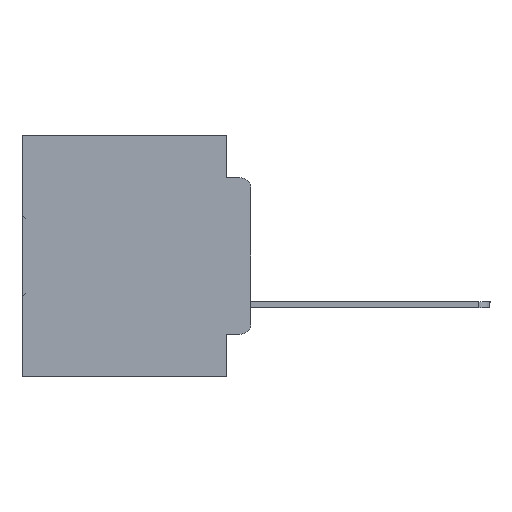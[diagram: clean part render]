
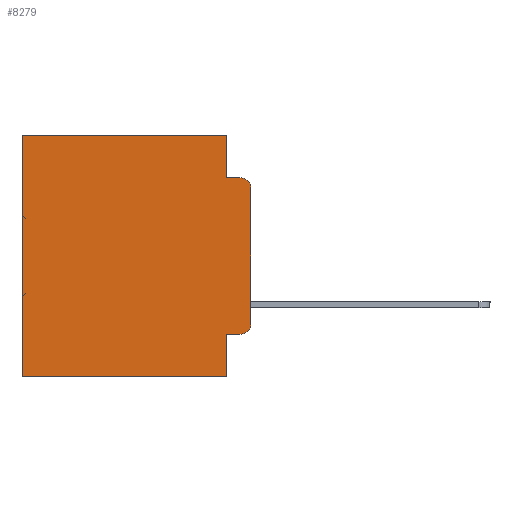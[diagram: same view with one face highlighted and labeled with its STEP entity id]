
A CAD part, left-side view. The second image highlights one B-rep face of the part: STEP entity #8279.
In plain terms, the highlighted planar face has unit normal (-1, 0, 0).
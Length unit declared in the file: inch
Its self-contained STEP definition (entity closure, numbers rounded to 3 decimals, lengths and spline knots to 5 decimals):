
#12 = CARTESIAN_POINT ( 'NONE',  ( 0.298, 0., -0.3915 ) ) ;
#177 = EDGE_LOOP ( 'NONE', ( #25805, #26475, #25492, #28457, #32197, #10951, #8790, #10575, #17996, #12252 ) ) ;
#283 = VERTEX_POINT ( 'NONE', #17855 ) ;
#1373 = CARTESIAN_POINT ( 'NONE',  ( 0.298, 0.02, -0.1085 ) ) ;
#3566 = VERTEX_POINT ( 'NONE', #12 ) ;
#4537 = EDGE_CURVE ( 'NONE', #8847, #3566, #26199, .T. ) ;
#4845 = EDGE_CURVE ( 'NONE', #30394, #6831, #30643, .T. ) ;
#5497 = EDGE_CURVE ( 'NONE', #28788, #3566, #10113, .T. ) ;
#5962 = LINE ( 'NONE', #14095, #29305 ) ;
#6252 = CARTESIAN_POINT ( 'NONE',  ( 0.298, 0., -0.5 ) ) ;
#6831 = VERTEX_POINT ( 'NONE', #9842 ) ;
#7096 = CARTESIAN_POINT ( 'NONE',  ( 0.298, 0.051, 0. ) ) ;
#8279 = ADVANCED_FACE ( 'NONE', ( #12700 ), #26451, .F. ) ;
#8380 = CARTESIAN_POINT ( 'NONE',  ( 0.298, 0.02, -0.3915 ) ) ;
#8454 = VERTEX_POINT ( 'NONE', #21557 ) ;
#8665 = DIRECTION ( 'NONE',  ( 0., 0., -1. ) ) ;
#8790 = ORIENTED_EDGE ( 'NONE', *, *, #4845, .F. ) ;
#8847 = VERTEX_POINT ( 'NONE', #19390 ) ;
#9442 = AXIS2_PLACEMENT_3D ( 'NONE', #1373, #20314, #31694 ) ;
#9805 = LINE ( 'NONE', #7096, #35390 ) ;
#9842 = CARTESIAN_POINT ( 'NONE',  ( 0.298, 0.473, -0.5 ) ) ;
#10113 = LINE ( 'NONE', #21146, #34899 ) ;
#10161 = VECTOR ( 'NONE', #28146, 39.37008 ) ;
#10575 = ORIENTED_EDGE ( 'NONE', *, *, #20625, .F. ) ;
#10951 = ORIENTED_EDGE ( 'NONE', *, *, #11582, .T. ) ;
#11110 = CARTESIAN_POINT ( 'NONE',  ( 0.298, 0.051, -0.0885 ) ) ;
#11166 = EDGE_CURVE ( 'NONE', #283, #22262, #9805, .T. ) ;
#11520 = VECTOR ( 'NONE', #22506, 39.37008 ) ;
#11582 = EDGE_CURVE ( 'NONE', #22736, #6831, #27249, .T. ) ;
#11881 = LINE ( 'NONE', #34090, #10161 ) ;
#12252 = ORIENTED_EDGE ( 'NONE', *, *, #4537, .T. ) ;
#12345 = CIRCLE ( 'NONE', #9442, 0.02 ) ;
#12700 = FACE_OUTER_BOUND ( 'NONE', #177, .T. ) ;
#13130 = EDGE_CURVE ( 'NONE', #283, #22736, #28067, .T. ) ;
#13782 = CARTESIAN_POINT ( 'NONE',  ( 0.298, 0., -0.1085 ) ) ;
#14095 = CARTESIAN_POINT ( 'NONE',  ( 0.298, 0.051, 0. ) ) ;
#14149 = CARTESIAN_POINT ( 'NONE',  ( 0.298, 0., 0. ) ) ;
#15100 = EDGE_CURVE ( 'NONE', #28788, #26600, #12345, .T. ) ;
#15240 = VECTOR ( 'NONE', #33896, 39.37008 ) ;
#16686 = DIRECTION ( 'NONE',  ( 0., 0., -1. ) ) ;
#16800 = CARTESIAN_POINT ( 'NONE',  ( 0.298, 0.051, -0.5 ) ) ;
#17064 = AXIS2_PLACEMENT_3D ( 'NONE', #18471, #34746, #28966 ) ;
#17070 = LINE ( 'NONE', #11110, #11520 ) ;
#17151 = EDGE_CURVE ( 'NONE', #8454, #8847, #11881, .T. ) ;
#17855 = CARTESIAN_POINT ( 'NONE',  ( 0.298, 0.051, 0. ) ) ;
#17996 = ORIENTED_EDGE ( 'NONE', *, *, #17151, .T. ) ;
#18471 = CARTESIAN_POINT ( 'NONE',  ( 0.298, 0., 0. ) ) ;
#19390 = CARTESIAN_POINT ( 'NONE',  ( 0.298, 0.02, -0.4115 ) ) ;
#20314 = DIRECTION ( 'NONE',  ( -1., 0., 0. ) ) ;
#20625 = EDGE_CURVE ( 'NONE', #8454, #30394, #5962, .T. ) ;
#20793 = CARTESIAN_POINT ( 'NONE',  ( 0.298, 0.473, 0. ) ) ;
#21146 = CARTESIAN_POINT ( 'NONE',  ( 0.298, 0., 0. ) ) ;
#21403 = EDGE_CURVE ( 'NONE', #22262, #26600, #17070, .T. ) ;
#21486 = CARTESIAN_POINT ( 'NONE',  ( 0.298, 0.051, -0.0885 ) ) ;
#21557 = CARTESIAN_POINT ( 'NONE',  ( 0.298, 0.051, -0.4115 ) ) ;
#22167 = AXIS2_PLACEMENT_3D ( 'NONE', #8380, #24823, #16686 ) ;
#22262 = VERTEX_POINT ( 'NONE', #21486 ) ;
#22506 = DIRECTION ( 'NONE',  ( 0., -1., 0. ) ) ;
#22736 = VERTEX_POINT ( 'NONE', #27114 ) ;
#24823 = DIRECTION ( 'NONE',  ( -1., 0., 0. ) ) ;
#24995 = DIRECTION ( 'NONE',  ( 0., 1., 0. ) ) ;
#25492 = ORIENTED_EDGE ( 'NONE', *, *, #21403, .F. ) ;
#25805 = ORIENTED_EDGE ( 'NONE', *, *, #5497, .F. ) ;
#26199 = CIRCLE ( 'NONE', #22167, 0.02 ) ;
#26451 = PLANE ( 'NONE',  #17064 ) ;
#26475 = ORIENTED_EDGE ( 'NONE', *, *, #15100, .T. ) ;
#26600 = VERTEX_POINT ( 'NONE', #31698 ) ;
#26754 = VECTOR ( 'NONE', #30317, 39.37008 ) ;
#27114 = CARTESIAN_POINT ( 'NONE',  ( 0.298, 0.473, 0. ) ) ;
#27249 = LINE ( 'NONE', #20793, #26754 ) ;
#28067 = LINE ( 'NONE', #14149, #32033 ) ;
#28146 = DIRECTION ( 'NONE',  ( 0., -1., 0. ) ) ;
#28457 = ORIENTED_EDGE ( 'NONE', *, *, #11166, .F. ) ;
#28788 = VERTEX_POINT ( 'NONE', #13782 ) ;
#28966 = DIRECTION ( 'NONE',  ( 0., 0., -1. ) ) ;
#29147 = DIRECTION ( 'NONE',  ( 0., 0., -1. ) ) ;
#29305 = VECTOR ( 'NONE', #8665, 39.37008 ) ;
#29446 = DIRECTION ( 'NONE',  ( 0., 0., -1. ) ) ;
#30317 = DIRECTION ( 'NONE',  ( 0., 0., -1. ) ) ;
#30394 = VERTEX_POINT ( 'NONE', #16800 ) ;
#30643 = LINE ( 'NONE', #6252, #15240 ) ;
#31694 = DIRECTION ( 'NONE',  ( 0., 0., -1. ) ) ;
#31698 = CARTESIAN_POINT ( 'NONE',  ( 0.298, 0.02, -0.0885 ) ) ;
#32033 = VECTOR ( 'NONE', #24995, 39.37008 ) ;
#32197 = ORIENTED_EDGE ( 'NONE', *, *, #13130, .T. ) ;
#33896 = DIRECTION ( 'NONE',  ( 0., 1., 0. ) ) ;
#34090 = CARTESIAN_POINT ( 'NONE',  ( 0.298, 0.051, -0.4115 ) ) ;
#34746 = DIRECTION ( 'NONE',  ( 1., 0., 0. ) ) ;
#34899 = VECTOR ( 'NONE', #29446, 39.37008 ) ;
#35390 = VECTOR ( 'NONE', #29147, 39.37008 ) ;
